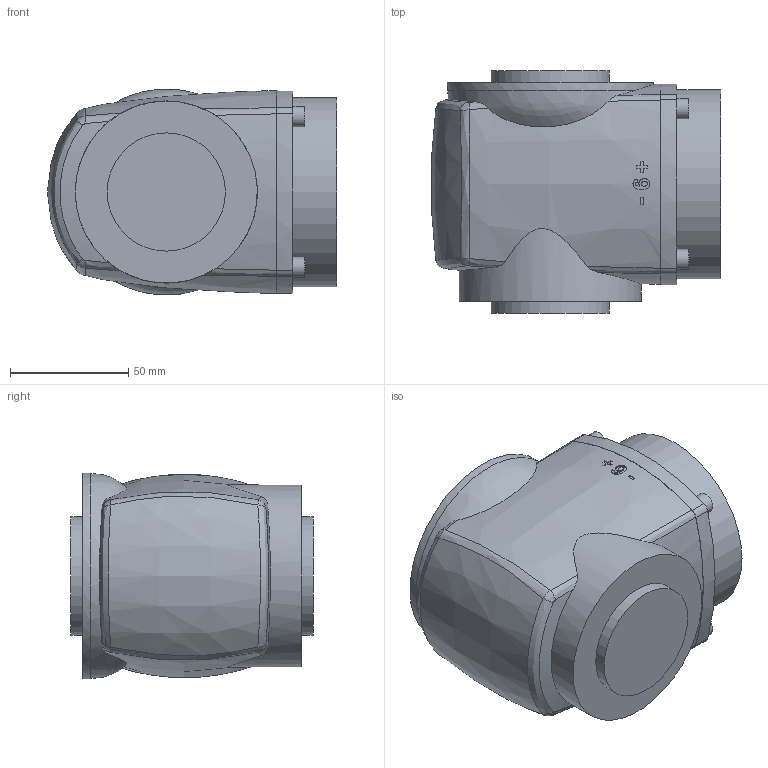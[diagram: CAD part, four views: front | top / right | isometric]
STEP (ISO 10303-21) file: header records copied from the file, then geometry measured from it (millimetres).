
FILE_DESCRIPTION(('FreeCAD Model'),'2;1');
FILE_NAME('joint5.step', '2020-08-11T16:21:25',('Author'),(''), 'Open CASCADE STEP processor 6.8','FreeCAD','Unknown');
FILE_SCHEMA(('AUTOMOTIVE_DESIGN_CC2 { 1 2 10303 214 -1 1 5 4 }'));
Length unit declared in the file: millimetre
Products named in the file (2): ASSEMBLY; COMPOUND015
Assembly tree (1 placements, depth 2):
  ASSEMBLY
    COMPOUND015
Bounding box: 122.27 x 102.5 x 87.09 mm (x, y, z)
Volume: 763572.2 mm3; surface area: 51554.5 mm2
Topology: 1 solids, 2 shells, 123 faces, 308 edges, 201 vertices
Faces by surface type: plane 47, bspline 39, cylinder 29, cone 6, torus 2
Full cylindrical faces by diameter (mm): 2 x1, 4.8 x1, 5 x1, 8 x1, 8.5 x4, 50 x3, 77 x1, 80 x1
Entity records: 18309 total; most frequent: CARTESIAN_POINT 13240, ORIENTED_EDGE 614, PCURVE 614, DEFINITIONAL_REPRESENTATION 614, DIRECTION 579, B_SPLINE_CURVE_WITH_KNOTS 567, EDGE_CURVE 307, SURFACE_CURVE 288
